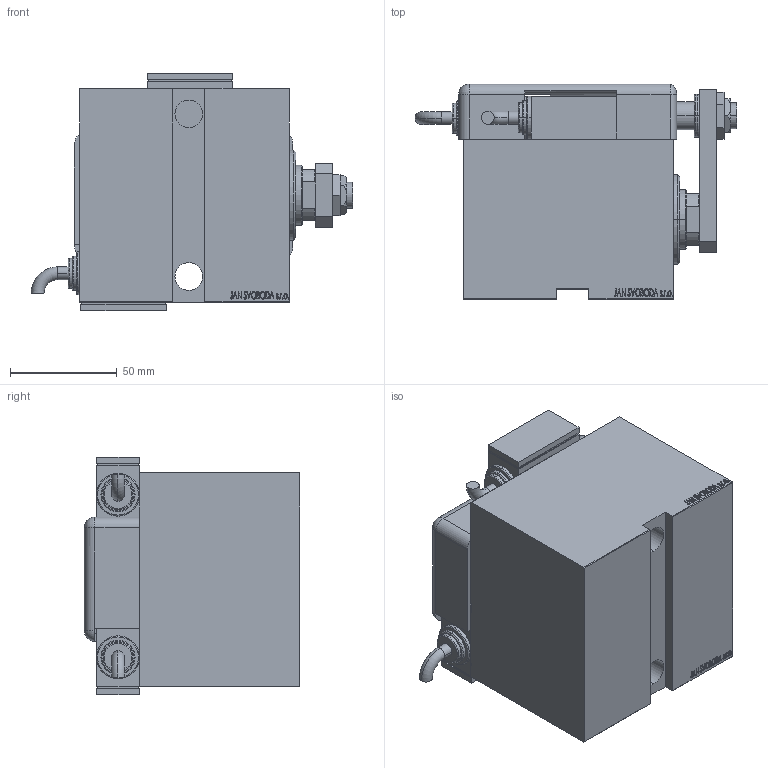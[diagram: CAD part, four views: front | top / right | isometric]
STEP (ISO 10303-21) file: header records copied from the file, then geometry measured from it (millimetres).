
FILE_DESCRIPTION (( 'STEP AP203' ), '1' );
FILE_NAME ('b0b3.STEP', '2024-08-30T06:55:16', ( '' ), ( '' ), 'SwSTEP 2.0', 'SolidWorks 2019', '' );
FILE_SCHEMA (( 'CONFIG_CONTROL_DESIGN' ));
Length unit declared in the file: millimetre
Products named in the file (13): MAGNETIC SWITCH Q 0307b0d0ca4198dd1873c0a4d26caeae; NUT_D19 0307b0d0ca4198dd1873c0a4d26caeae; V450CM_VC_B 0307b0d0ca4198dd1873c0a4d26caeae; NUT_D13 0307b0d0ca4198dd1873c0a4d26caeae; KRYT 0307b0d0ca4198dd1873c0a4d26caeae; SWITCH_Q_FRONT_BACK 0307b0d0ca4198dd1873c0a4d26caeae; V450CM_E_VCP 0307b0d0ca4198dd1873c0a4d26caeae; ZARAZKA_Q 0307b0d0ca4198dd1873c0a4d26caeae; SWITCH DIM A_G 0307b0d0ca4198dd1873c0a4d26caeae; SWITCH Q 0307b0d0ca4198dd1873c0a4d26caeae; V450CM_E_Body 0307b0d0ca4198dd1873c0a4d26caeae; b0b3; TYC 0307b0d0ca4198dd1873c0a4d26caeae
Assembly tree (13 placements, depth 3):
  b0b3
    V450CM_E_Body 0307b0d0ca4198dd1873c0a4d26caeae
    V450CM_E_VCP 0307b0d0ca4198dd1873c0a4d26caeae
    V450CM_VC_B 0307b0d0ca4198dd1873c0a4d26caeae
    MAGNETIC SWITCH Q 0307b0d0ca4198dd1873c0a4d26caeae
      SWITCH_Q_FRONT_BACK 0307b0d0ca4198dd1873c0a4d26caeae
      TYC 0307b0d0ca4198dd1873c0a4d26caeae
      ZARAZKA_Q 0307b0d0ca4198dd1873c0a4d26caeae
      SWITCH DIM A_G 0307b0d0ca4198dd1873c0a4d26caeae
      NUT_D19 0307b0d0ca4198dd1873c0a4d26caeae
      NUT_D13 0307b0d0ca4198dd1873c0a4d26caeae
      KRYT 0307b0d0ca4198dd1873c0a4d26caeae
      SWITCH Q 0307b0d0ca4198dd1873c0a4d26caeae  x2
Bounding box: 150.46 x 100.8 x 111 mm (x, y, z)
Volume: 815840.6 mm3; surface area: 152555.3 mm2
Topology: 13 solids, 13 shells, 1232 faces, 3130 edges, 2067 vertices
Faces by surface type: plane 616, bspline 471, cylinder 99, cone 22, torus 22, sphere 2
Entity records: 58607 total; most frequent: CARTESIAN_POINT 31375, ORIENTED_EDGE 6064, DIRECTION 3786, EDGE_CURVE 3032, VERTEX_POINT 2007, LINE 1826, VECTOR 1826, EDGE_LOOP 1355
